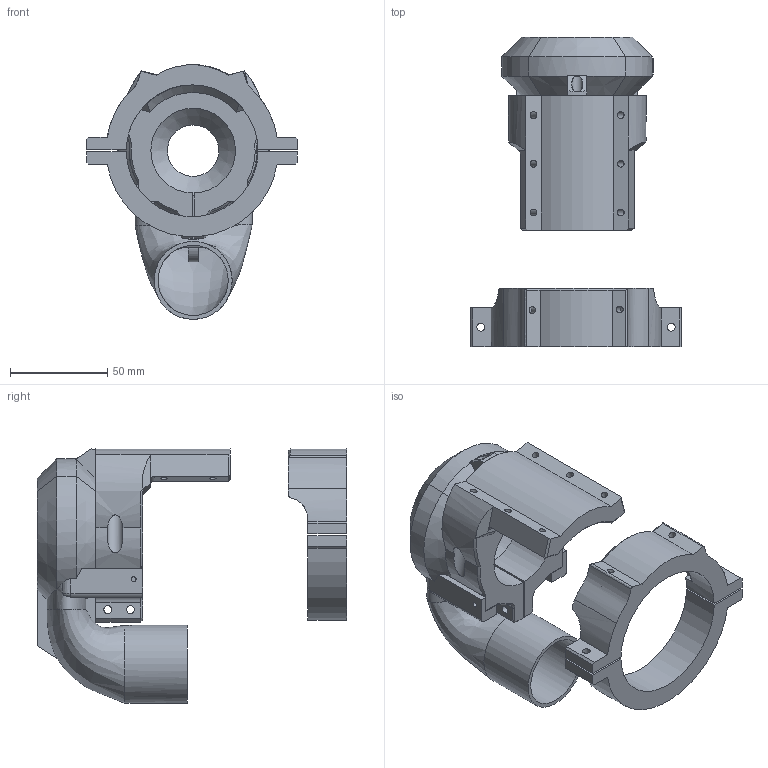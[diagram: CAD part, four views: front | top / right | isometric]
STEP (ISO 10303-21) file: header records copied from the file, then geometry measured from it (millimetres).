
FILE_DESCRIPTION(/* description */ (''),/* implementation_level */ '2;1');
FILE_NAME(/* name */ 'KressToolMount v29.step',/* time_stamp */ '2021-04-02T22:44:27+02:00',/* author */ (''),/* organization */ (''),/* preprocessor_version */ 'ST-DEVELOPER v18.1',/* originating_system */ 'Autodesk Translation Framework v9.10.0.1330',/* authorisation */ '');
FILE_SCHEMA (('AUTOMOTIVE_DESIGN { 1 0 10303 214 3 1 1 }'));
Length unit declared in the file: millimetre
Products named in the file (5): KressToolMount; Component5; Component6; SaugansatzB v7; TH-.Stamp v3 (1)
Assembly tree (4 placements, depth 3):
  KressToolMount
    Component5
    Component6
    SaugansatzB v7
      TH-.Stamp v3 (1)
Bounding box: 108.17 x 158.78 x 130.7 mm (x, y, z)
Volume: 217078.5 mm3; surface area: 98107.9 mm2
Topology: 4 solids, 4 shells, 313 faces, 895 edges, 595 vertices
Faces by surface type: plane 169, cylinder 83, bspline 34, cone 27
Full cylindrical faces by diameter (mm): 2.5 x9, 3 x1, 3.5 x8, 4 x8, 5.603 x3, 8 x2, 10 x9, 14 x1, 26.397 x1, 30.397 x1, 36 x1, 40 x1
Entity records: 14463 total; most frequent: CARTESIAN_POINT 6400, ORIENTED_EDGE 1790, DIRECTION 1459, EDGE_CURVE 895, VERTEX_POINT 595, AXIS2_PLACEMENT_3D 527, LINE 405, VECTOR 405
